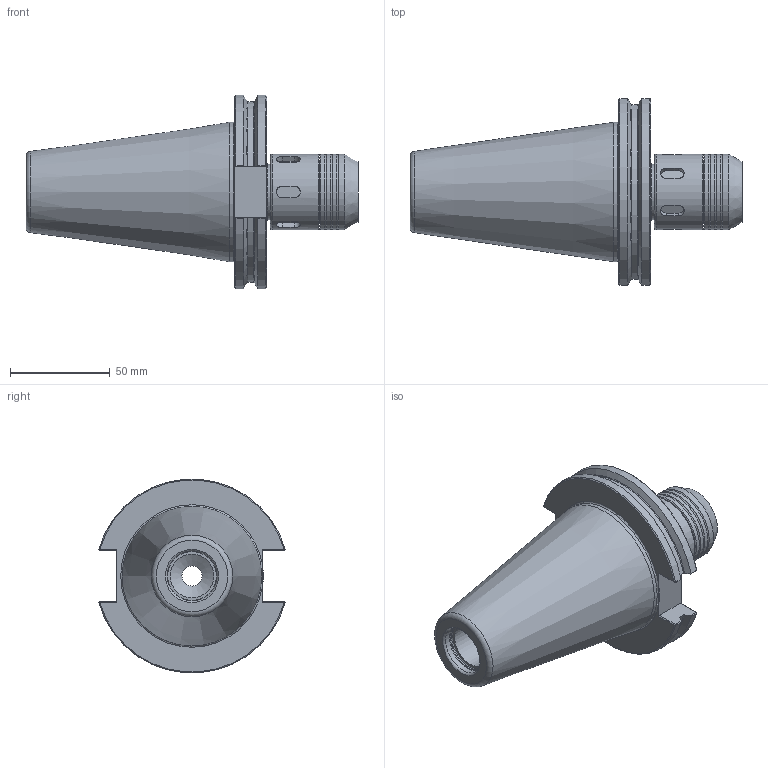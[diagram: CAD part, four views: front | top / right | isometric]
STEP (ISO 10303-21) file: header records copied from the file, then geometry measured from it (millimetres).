
FILE_DESCRIPTION(/* description */ (''),/* implementation_level */ '2;1');
FILE_NAME(/* name */ 'CAT50-BC062-0256.stp',/* time_stamp */ '2019-07-11T13:45:33-05:00',/* author */ ('ldfli'),/* organization */ (''),/* preprocessor_version */ 'ST-DEVELOPER v18',/* originating_system */ 'Autodesk Inventor LT',/* authorisation */ '');
FILE_SCHEMA (('AUTOMOTIVE_DESIGN { 1 0 10303 214 3 1 1 }'));
Length unit declared in the file: millimetre
Products named in the file (1): CAT50-BC062-0256
Bounding box: 166.77 x 93.8 x 97.14 mm (x, y, z)
Volume: 374689.3 mm3; surface area: 60532 mm2
Topology: 3 solids, 3 shells, 156 faces, 472 edges, 336 vertices
Faces by surface type: plane 63, cylinder 44, torus 33, cone 15, bspline 1
Full cylindrical faces by diameter (mm): 10 x1, 10.106 x1, 15.875 x1, 16.5 x1, 21.971 x1, 25 x1, 25.4 x1, 27 x1, 28 x1, 28.42 x1, 29.3 x2, 29.5 x2, 38.08 x5, 70 x1
Entity records: 5878 total; most frequent: CARTESIAN_POINT 1475, DIRECTION 947, ORIENTED_EDGE 944, EDGE_CURVE 472, AXIS2_PLACEMENT_3D 399, VERTEX_POINT 336, CIRCLE 243, EDGE_LOOP 176
